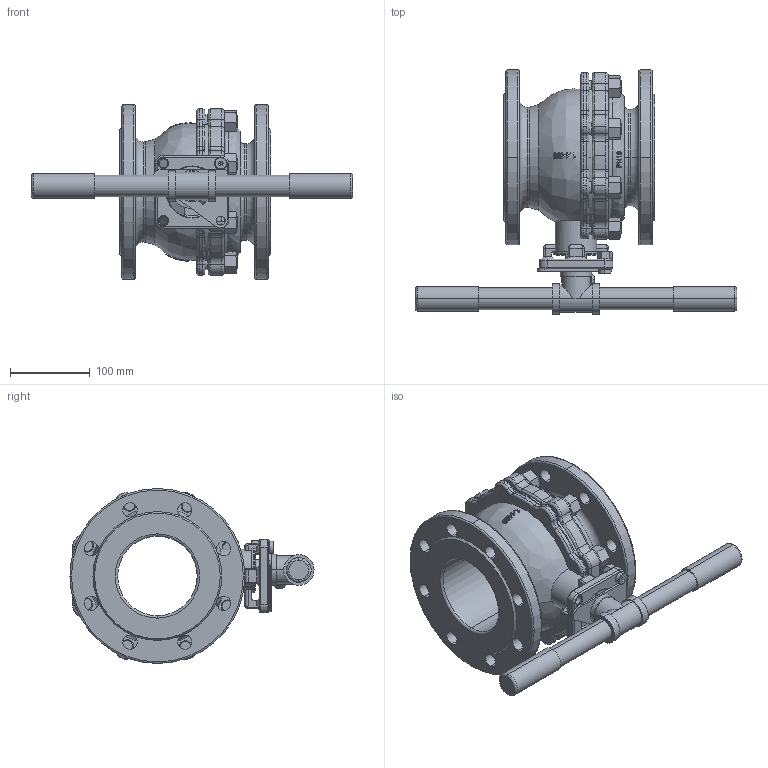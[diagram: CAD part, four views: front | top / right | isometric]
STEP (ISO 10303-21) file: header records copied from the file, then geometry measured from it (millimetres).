
FILE_DESCRIPTION (( 'STEP AP203' ), '1' );
FILE_NAME ('KV-L6K DN100.STEP', '2017-02-23T01:56:31', ( 'XiTongTianDi' ), ( 'XiTongTianDi.Com' ), 'SwSTEP 2.0', 'SolidWorks 2013', '' );
FILE_SCHEMA (( 'CONFIG_CONTROL_DESIGN' ));
Products named in the file (1): KV-L6K DN100
Bounding box: 404 x 307 x 220 mm (x, y, z)
Volume: 3452457.8 mm3; surface area: 530384.6 mm2
Topology: 27 solids, 27 shells, 1235 faces, 3118 edges, 1948 vertices
Faces by surface type: bspline 332, cylinder 289, cone 269, plane 209, torus 136
Entity records: 148054 total; most frequent: CARTESIAN_POINT 120413, ORIENTED_EDGE 6220, DIRECTION 4981, EDGE_CURVE 3110, AXIS2_PLACEMENT_3D 1986, VERTEX_POINT 1948, EDGE_LOOP 1368, ADVANCED_FACE 1235
